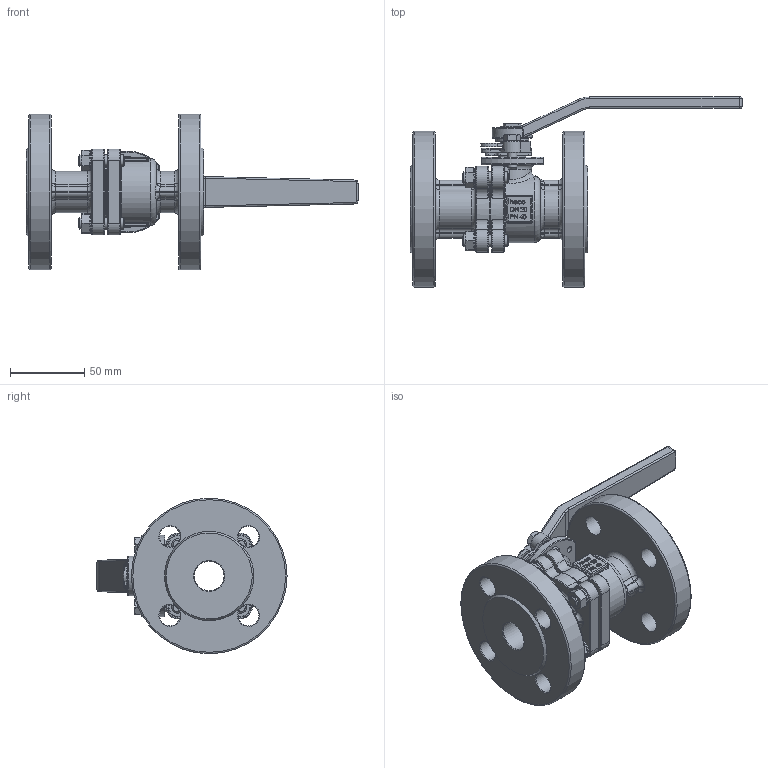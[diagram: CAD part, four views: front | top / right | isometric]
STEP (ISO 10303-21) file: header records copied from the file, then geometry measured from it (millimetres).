
FILE_DESCRIPTION (( 'STEP AP214' ), '1' );
FILE_NAME ('FK-034-000-4 Flanschkugelhahn step214.STEP', '2012-12-03T13:08:18', ( 'test' ), ( '' ), 'SwSTEP 2.0', 'SolidWorks 2011', '' );
FILE_SCHEMA (( 'AUTOMOTIVE_DESIGN' ));
Length unit declared in the file: millimetre
Products named in the file (1): FK-034-000-4 Flanschkugelhahn step214
Bounding box: 224 x 128.22 x 105 mm (x, y, z)
Volume: 393559.5 mm3; surface area: 94861.4 mm2
Topology: 1 solids, 1 shells, 1180 faces, 2907 edges, 1778 vertices
Faces by surface type: plane 380, bspline 281, cylinder 260, torus 129, cone 98, sphere 32
Full cylindrical faces by diameter (mm): 1.8 x2, 4.2 x4, 6.2 x3, 6.35 x4, 7.94 x8, 8 x10, 13 x4, 14 x9, 16 x1, 19 x1, 20 x1, 22 x1, 46 x2, 105 x2
Entity records: 60711 total; most frequent: CARTESIAN_POINT 22473, ORIENTED_EDGE 5440, DIRECTION 4675, EDGE_CURVE 2720, AXIS2_PLACEMENT_3D 1765, VERTEX_POINT 1720, EDGE_LOOP 1402, FACE_OUTER_BOUND 1243
